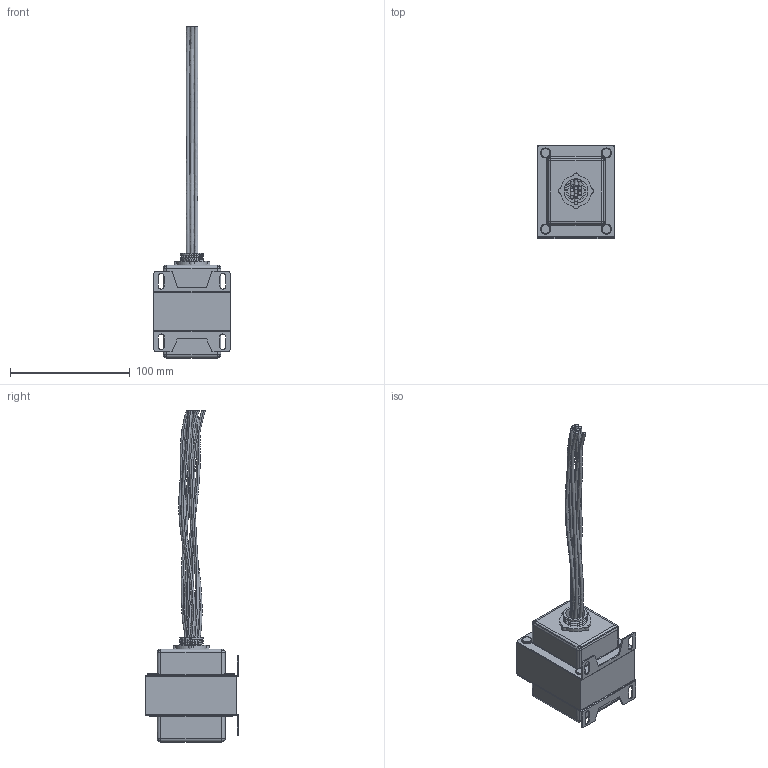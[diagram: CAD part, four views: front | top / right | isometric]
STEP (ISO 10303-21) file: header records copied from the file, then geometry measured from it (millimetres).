
FILE_DESCRIPTION (( 'STEP AP214' ), '1' );
FILE_NAME ('CCT1-50-RMCS-F.STEP', '2024-05-28T05:15:37', ( '' ), ( '' ), 'SwSTEP 2.0', 'SolidWorks 2022', '' );
FILE_SCHEMA (( 'AUTOMOTIVE_DESIGN' ));
Length unit declared in the file: inch
Products named in the file (1): CCT1-50-RMCS-F
Bounding box: 63.51 x 77.72 x 276.83 mm (x, y, z)
Volume: 154948.8 mm3; surface area: 84905.4 mm2
Topology: 17 solids, 17 shells, 341 faces, 786 edges, 472 vertices
Faces by surface type: cylinder 150, plane 105, bspline 52, torus 16, cone 10, sphere 8
Entity records: 19687 total; most frequent: CARTESIAN_POINT 7739, ORIENTED_EDGE 1524, DIRECTION 1460, EDGE_CURVE 762, AXIS2_PLACEMENT_3D 564, VERTEX_POINT 472, EDGE_LOOP 398, DIMENSIONAL_EXPONENTS 360
